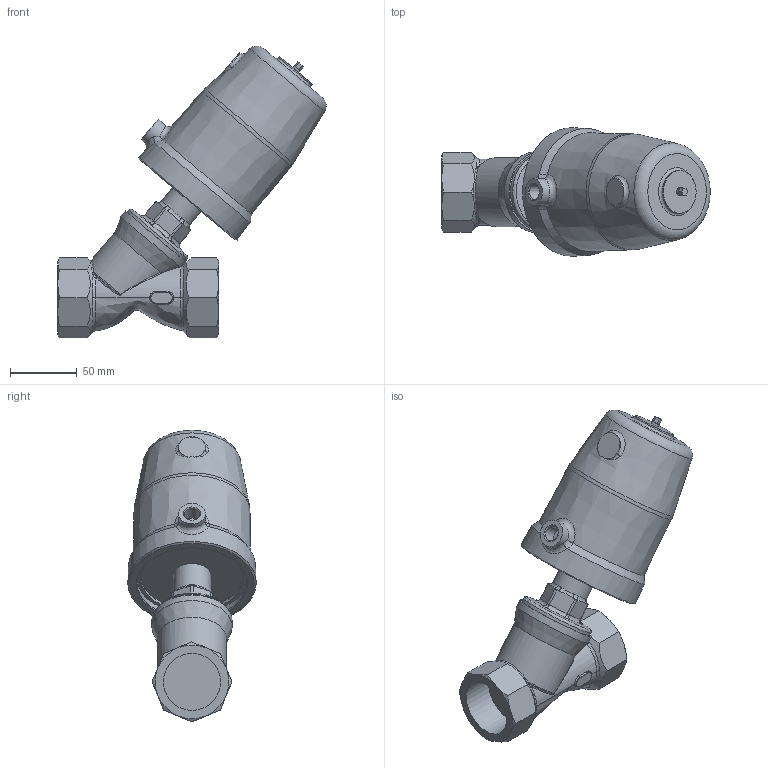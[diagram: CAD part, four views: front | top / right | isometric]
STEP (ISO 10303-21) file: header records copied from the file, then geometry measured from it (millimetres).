
FILE_DESCRIPTION( ( 'Unknown' ), '1' );
FILE_NAME( '7010-040V1010212----S---J.stp', 'Unknown', ( 'Unknown' ), ( 'Unknown' ), 'PSStep 17.0.49', 'Unknown', ' ' );
FILE_SCHEMA( ( 'AUTOMOTIVE_DESIGN { 1 0 10303 214 1 1 1 1 }' ) );
Length unit declared in the file: millimetre
Products named in the file (4): Assem1; Kopfstück DN40; Kolbenantrieb D80-NC-AufZu; DN40-RG ohne Gewinde
Assembly tree (3 placements, depth 2):
  Assem1
    Kopfstück DN40
    Kolbenantrieb D80-NC-AufZu
    DN40-RG ohne Gewinde
Bounding box: 200.35 x 95.86 x 217.58 mm (x, y, z)
Volume: 960017.8 mm3; surface area: 93684.8 mm2
Topology: 3 solids, 3 shells, 208 faces, 493 edges, 301 vertices
Faces by surface type: plane 62, bspline 51, cylinder 44, cone 35, torus 16
Full cylindrical faces by diameter (mm): 2.5 x2, 5 x1, 6 x1, 11.45 x1, 20 x1, 28 x1, 32 x1, 42.5 x2, 56.8 x1, 57.5 x1, 82.1 x1
Entity records: 20154 total; most frequent: CARTESIAN_POINT 14362, ORIENTED_EDGE 906, DIRECTION 690, EDGE_CURVE 453, AXIS2_PLACEMENT_3D 298, VERTEX_POINT 287, EDGE_LOOP 244, FACE_OUTER_BOUND 225
